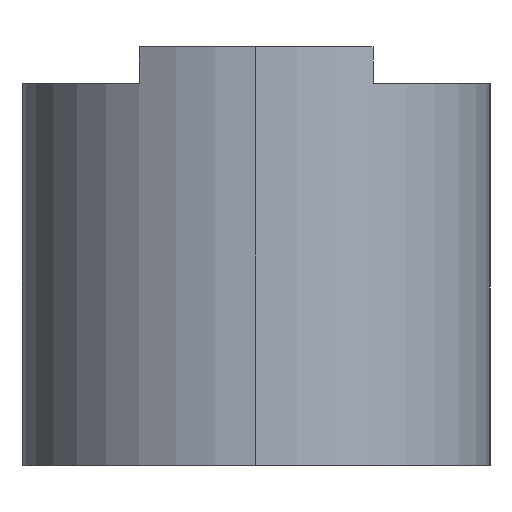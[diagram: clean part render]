
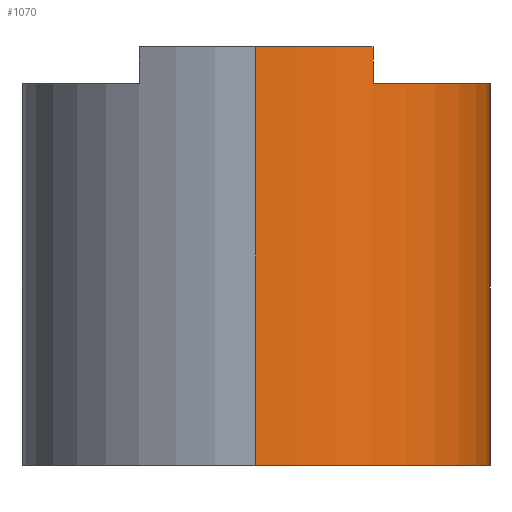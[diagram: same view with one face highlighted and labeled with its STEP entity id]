
A CAD part, left-side view. The second image highlights one B-rep face of the part: STEP entity #1070.
In plain terms, the highlighted cylindrical face has radius 9.5 mm (diameter 19 mm), a partial arc.
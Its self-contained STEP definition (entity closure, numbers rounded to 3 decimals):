
#1070=ADVANCED_FACE('',(#2364),#2365,.T.);
#2364=FACE_OUTER_BOUND('',#5000,.T.);
#2365=CYLINDRICAL_SURFACE('',#5001,9.5);
#5000=EDGE_LOOP('',(#8426,#8427,#8428,#8429,#8430,#8431));
#5001=AXIS2_PLACEMENT_3D('',#8432,#8433,#8434);
#8426=ORIENTED_EDGE('',*,*,#9656,.F.);
#8427=ORIENTED_EDGE('',*,*,#10882,.F.);
#8428=ORIENTED_EDGE('',*,*,#10865,.T.);
#8429=ORIENTED_EDGE('',*,*,#10709,.T.);
#8430=ORIENTED_EDGE('',*,*,#10883,.T.);
#8431=ORIENTED_EDGE('',*,*,#10157,.T.);
#8432=CARTESIAN_POINT('',(67.319,63.779,-8.5));
#8433=DIRECTION('',(-0.0,-0.0,-1.0));
#8434=DIRECTION('',(-1.0,0.0,0.0));
#9656=EDGE_CURVE('',#11126,#11127,#11128,.T.);
#10157=EDGE_CURVE('',#11968,#11127,#11969,.T.);
#10709=EDGE_CURVE('',#12790,#12788,#12791,.T.);
#10865=EDGE_CURVE('',#12969,#12790,#12970,.T.);
#10882=EDGE_CURVE('',#12969,#11126,#12988,.T.);
#10883=EDGE_CURVE('',#12788,#11968,#12989,.T.);
#11126=VERTEX_POINT('',#13240);
#11127=VERTEX_POINT('',#13241);
#11128=LINE('',#13242,#13243);
#11968=VERTEX_POINT('',#14417);
#11969=CIRCLE('',#14418,9.5);
#12788=VERTEX_POINT('',#15554);
#12790=VERTEX_POINT('',#15557);
#12791=CIRCLE('',#15558,9.5);
#12969=VERTEX_POINT('',#15795);
#12970=LINE('',#15796,#15797);
#12988=CIRCLE('',#15823,9.5);
#12989=LINE('',#15824,#15825);
#13240=CARTESIAN_POINT('',(57.819,63.779,-8.5));
#13241=CARTESIAN_POINT('',(57.819,63.779,8.5));
#13242=CARTESIAN_POINT('',(57.819,63.779,-8.5));
#13243=VECTOR('',#16108,1.0);
#14417=CARTESIAN_POINT('',(59.091,59.029,8.5));
#14418=AXIS2_PLACEMENT_3D('',#17035,#17036,#17037);
#15554=CARTESIAN_POINT('',(59.091,59.029,7.));
#15557=CARTESIAN_POINT('',(67.323,54.279,7.));
#15558=AXIS2_PLACEMENT_3D('',#18127,#18128,#18129);
#15795=CARTESIAN_POINT('',(67.323,54.279,-8.5));
#15796=CARTESIAN_POINT('',(67.323,54.279,-8.5));
#15797=VECTOR('',#18350,0.7);
#15823=AXIS2_PLACEMENT_3D('',#18365,#18366,#18367);
#15824=CARTESIAN_POINT('',(59.091,59.029,7.75));
#15825=VECTOR('',#18368,1.0);
#16108=DIRECTION('',(0.0,0.0,1.0));
#17035=CARTESIAN_POINT('',(67.319,63.779,8.5));
#17036=DIRECTION('',(0.0,0.0,-1.0));
#17037=DIRECTION('',(-1.0,0.0,0.0));
#18127=CARTESIAN_POINT('',(67.319,63.779,7.));
#18128=DIRECTION('',(0.,0.,-1.0));
#18129=DIRECTION('',(-1.0,0.,0.));
#18350=DIRECTION('',(0.0,0.0,1.0));
#18365=CARTESIAN_POINT('',(67.319,63.779,-8.5));
#18366=DIRECTION('',(0.0,0.0,-1.0));
#18367=DIRECTION('',(-1.0,0.0,0.0));
#18368=DIRECTION('',(0.0,0.0,1.0));
